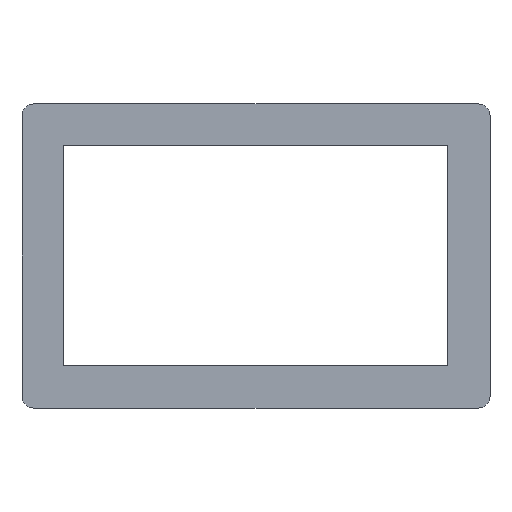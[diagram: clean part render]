
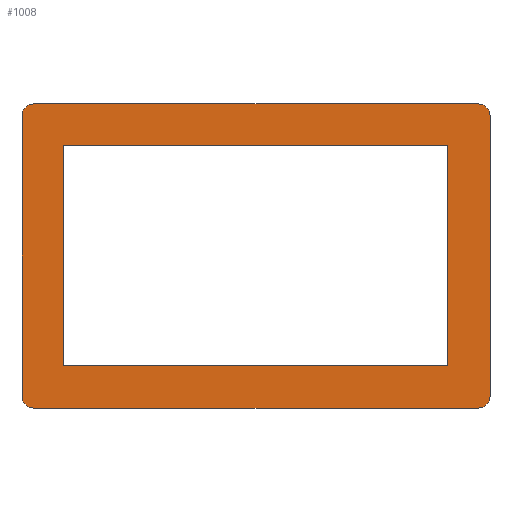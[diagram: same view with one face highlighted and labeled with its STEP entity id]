
A CAD part, front view. The second image highlights one B-rep face of the part: STEP entity #1008.
In plain terms, the highlighted planar face has unit normal (0, -1, 0).
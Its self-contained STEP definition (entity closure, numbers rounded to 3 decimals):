
#34=CIRCLE('',#1082,5.);
#35=CIRCLE('',#1083,5.);
#36=CIRCLE('',#1084,5.);
#37=CIRCLE('',#1085,5.);
#172=ORIENTED_EDGE('',*,*,#416,.T.);
#173=ORIENTED_EDGE('',*,*,#425,.T.);
#174=ORIENTED_EDGE('',*,*,#422,.T.);
#175=ORIENTED_EDGE('',*,*,#419,.T.);
#176=ORIENTED_EDGE('',*,*,#384,.F.);
#177=ORIENTED_EDGE('',*,*,#426,.T.);
#178=ORIENTED_EDGE('',*,*,#427,.T.);
#179=ORIENTED_EDGE('',*,*,#428,.T.);
#180=ORIENTED_EDGE('',*,*,#429,.T.);
#181=ORIENTED_EDGE('',*,*,#430,.T.);
#182=ORIENTED_EDGE('',*,*,#431,.T.);
#183=ORIENTED_EDGE('',*,*,#432,.T.);
#384=EDGE_CURVE('',#522,#523,#618,.T.);
#416=EDGE_CURVE('',#545,#544,#648,.T.);
#419=EDGE_CURVE('',#547,#545,#651,.T.);
#422=EDGE_CURVE('',#549,#547,#654,.T.);
#425=EDGE_CURVE('',#544,#549,#657,.T.);
#426=EDGE_CURVE('',#522,#550,#34,.F.);
#427=EDGE_CURVE('',#550,#551,#658,.T.);
#428=EDGE_CURVE('',#551,#552,#35,.F.);
#429=EDGE_CURVE('',#552,#553,#659,.T.);
#430=EDGE_CURVE('',#553,#554,#36,.F.);
#431=EDGE_CURVE('',#554,#555,#660,.T.);
#432=EDGE_CURVE('',#555,#523,#37,.F.);
#522=VERTEX_POINT('',#1499);
#523=VERTEX_POINT('',#1501);
#544=VERTEX_POINT('',#1561);
#545=VERTEX_POINT('',#1563);
#547=VERTEX_POINT('',#1569);
#549=VERTEX_POINT('',#1575);
#550=VERTEX_POINT('',#1582);
#551=VERTEX_POINT('',#1584);
#552=VERTEX_POINT('',#1586);
#553=VERTEX_POINT('',#1588);
#554=VERTEX_POINT('',#1590);
#555=VERTEX_POINT('',#1592);
#618=LINE('',#1500,#750);
#648=LINE('',#1562,#780);
#651=LINE('',#1568,#783);
#654=LINE('',#1574,#786);
#657=LINE('',#1579,#789);
#658=LINE('',#1583,#790);
#659=LINE('',#1587,#791);
#660=LINE('',#1591,#792);
#750=VECTOR('',#1197,1000.);
#780=VECTOR('',#1247,1000.);
#783=VECTOR('',#1252,1000.);
#786=VECTOR('',#1257,1000.);
#789=VECTOR('',#1262,1000.);
#790=VECTOR('',#1267,1000.);
#791=VECTOR('',#1270,1000.);
#792=VECTOR('',#1273,1000.);
#850=EDGE_LOOP('',(#172,#173,#174,#175));
#851=EDGE_LOOP('',(#176,#177,#178,#179,#180,#181,#182,#183));
#908=FACE_BOUND('',#850,.T.);
#909=FACE_BOUND('',#851,.T.);
#962=PLANE('',#1081);
#1008=ADVANCED_FACE('',(#908,#909),#962,.F.);
#1081=AXIS2_PLACEMENT_3D('',#1580,#1263,#1264);
#1082=AXIS2_PLACEMENT_3D('',#1581,#1265,#1266);
#1083=AXIS2_PLACEMENT_3D('',#1585,#1268,#1269);
#1084=AXIS2_PLACEMENT_3D('',#1589,#1271,#1272);
#1085=AXIS2_PLACEMENT_3D('',#1593,#1274,#1275);
#1197=DIRECTION('',(0.,0.,1.));
#1247=DIRECTION('',(1.,0.,0.));
#1252=DIRECTION('',(0.,0.,1.));
#1257=DIRECTION('',(-1.,0.,0.));
#1262=DIRECTION('',(0.,0.,-1.));
#1263=DIRECTION('',(0.,1.,0.));
#1264=DIRECTION('',(0.,0.,1.));
#1265=DIRECTION('',(0.,1.,0.));
#1266=DIRECTION('',(0.,0.,1.));
#1267=DIRECTION('',(1.,0.,0.));
#1268=DIRECTION('',(0.,1.,0.));
#1269=DIRECTION('',(0.,0.,1.));
#1270=DIRECTION('',(0.,0.,1.));
#1271=DIRECTION('',(0.,1.,0.));
#1272=DIRECTION('',(0.,0.,1.));
#1273=DIRECTION('',(-1.,0.,0.));
#1274=DIRECTION('',(0.,1.,0.));
#1275=DIRECTION('',(0.,0.,1.));
#1499=CARTESIAN_POINT('',(-8.8,-8.1,-1.8));
#1500=CARTESIAN_POINT('',(-8.8,-8.1,-6.8));
#1501=CARTESIAN_POINT('',(-8.8,-8.1,114.95));
#1561=CARTESIAN_POINT('',(168.65,-8.1,102.6));
#1562=CARTESIAN_POINT('',(8.55,-8.1,102.6));
#1563=CARTESIAN_POINT('',(8.55,-8.1,102.6));
#1568=CARTESIAN_POINT('',(8.55,-8.1,10.85));
#1569=CARTESIAN_POINT('',(8.55,-8.1,10.85));
#1574=CARTESIAN_POINT('',(168.65,-8.1,10.85));
#1575=CARTESIAN_POINT('',(168.65,-8.1,10.85));
#1579=CARTESIAN_POINT('',(168.65,-8.1,102.6));
#1580=CARTESIAN_POINT('',(0.,-8.1,0.));
#1581=CARTESIAN_POINT('',(-3.8,-8.1,-1.8));
#1582=CARTESIAN_POINT('',(-3.8,-8.1,-6.8));
#1583=CARTESIAN_POINT('',(186.3,-8.1,-6.8));
#1584=CARTESIAN_POINT('',(181.3,-8.1,-6.8));
#1585=CARTESIAN_POINT('',(181.3,-8.1,-1.8));
#1586=CARTESIAN_POINT('',(186.3,-8.1,-1.8));
#1587=CARTESIAN_POINT('',(186.3,-8.1,119.95));
#1588=CARTESIAN_POINT('',(186.3,-8.1,114.95));
#1589=CARTESIAN_POINT('',(181.3,-8.1,114.95));
#1590=CARTESIAN_POINT('',(181.3,-8.1,119.95));
#1591=CARTESIAN_POINT('',(187.1,-8.1,119.95));
#1592=CARTESIAN_POINT('',(-3.8,-8.1,119.95));
#1593=CARTESIAN_POINT('',(-3.8,-8.1,114.95));
